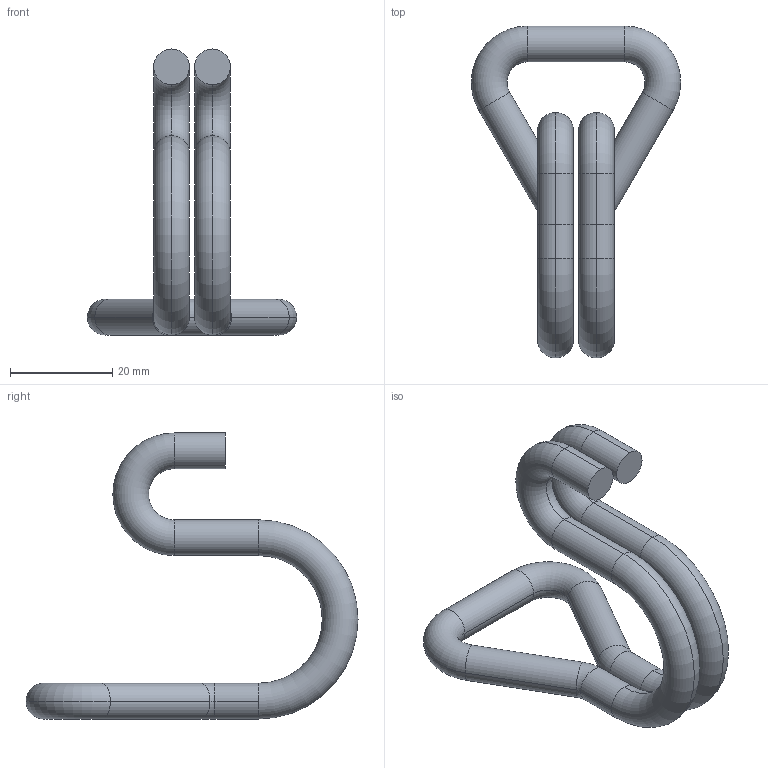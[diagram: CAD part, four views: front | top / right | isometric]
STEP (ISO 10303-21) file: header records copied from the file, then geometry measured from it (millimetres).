
FILE_DESCRIPTION (( 'STEP AP203' ), '1' );
FILE_NAME ('sone3D.STEP', '2015-07-14T06:51:42', ( '' ), ( '' ), 'SwSTEP 2.0', 'SolidWorks 2012', '' );
FILE_SCHEMA (( 'CONFIG_CONTROL_DESIGN' ));
Length unit declared in the file: millimetre
Products named in the file (1): sone3D
Bounding box: 41 x 65 x 56 mm (x, y, z)
Volume: 12513.1 mm3; surface area: 7227.3 mm2
Topology: 1 solids, 1 shells, 36 faces, 74 edges, 40 vertices
Faces by surface type: cylinder 18, torus 16, plane 2
Entity records: 1027 total; most frequent: DIRECTION 204, CARTESIAN_POINT 151, ORIENTED_EDGE 148, AXIS2_PLACEMENT_3D 93, EDGE_CURVE 74, CIRCLE 56, VERTEX_POINT 40, FACE_OUTER_BOUND 36
